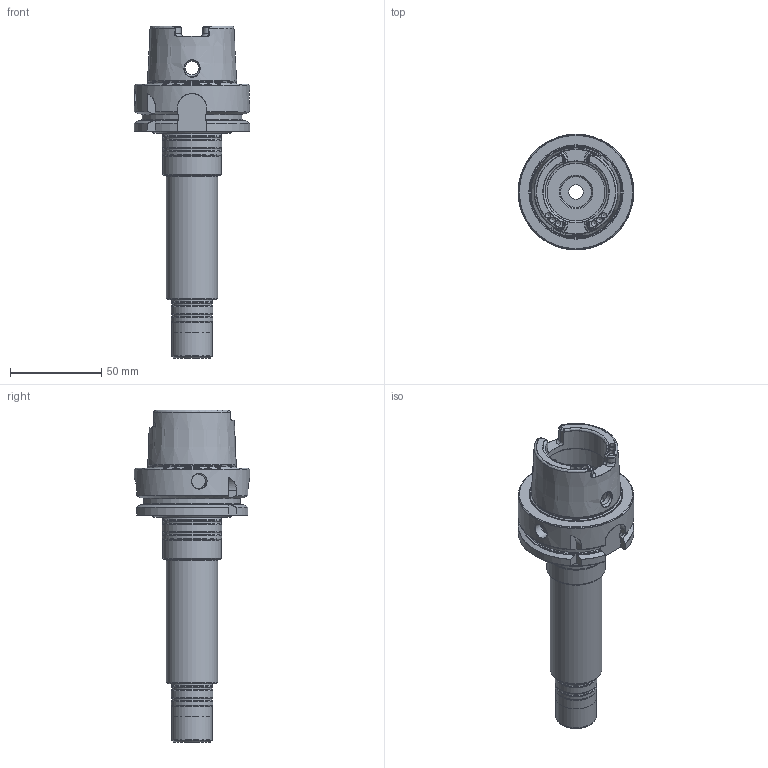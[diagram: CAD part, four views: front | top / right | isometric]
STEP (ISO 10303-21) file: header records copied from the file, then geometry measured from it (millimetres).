
FILE_DESCRIPTION(/* description */ (''),/* implementation_level */ '2;1');
FILE_NAME(/* name */ '456311680.stp',/* time_stamp */ '2021-01-08T12:41:27',/* author */ ('LRA'),/* organization */ ('REGO-FIX'),/* preprocessor_version */ ' Unknown',/* originating_system */ 'SIEMENS PLM Software Solid Edge ST10',/* authorization */ 'Unknown');
FILE_SCHEMA (('AUTOMOTIVE_DESIGN { 1 0 10303 214 2 1 1}'));
Length unit declared in the file: millimetre
Products named in the file (1): NOCUT
Bounding box: 63.3 x 63.3 x 181.7 mm (x, y, z)
Volume: 294202.7 mm3; surface area: 74566.8 mm2
Topology: 2 solids, 2 shells, 345 faces, 876 edges, 548 vertices
Faces by surface type: cone 99, cylinder 98, plane 91, torus 57
Full cylindrical faces by diameter (mm): 3 x12, 7.5 x4, 8 x2, 8.376 x4, 8.5 x2, 10 x2, 10.5 x2, 16.917 x2, 20 x2, 22 x2, 22.3 x1, 22.5 x3, 22.8 x3, 28 x1, 28.3 x1, 32 x1, 32.3 x1, 32.5 x4, 32.8 x3, 33.7 x2, 34 x2, 40 x2, 48.129 x1, 48.43 x1, 63 x1, 63.3 x1
Entity records: 11922 total; most frequent: CARTESIAN_POINT 2327, DIRECTION 1484, ORIENTED_EDGE 1280, AXIS2_PLACEMENT_3D 656, EDGE_CURVE 640, FACE_BOUND 550, EDGE_LOOP 538, VERTEX_POINT 494
